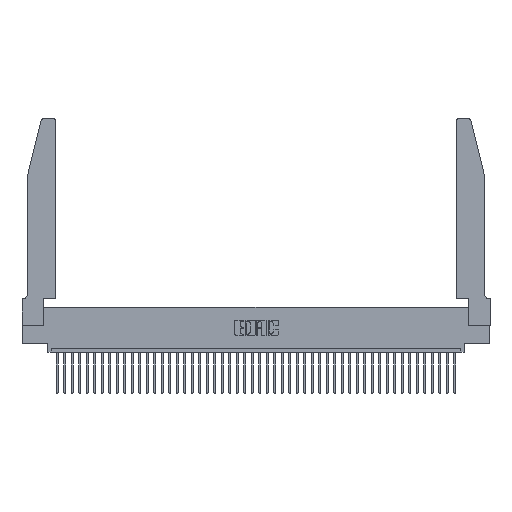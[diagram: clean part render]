
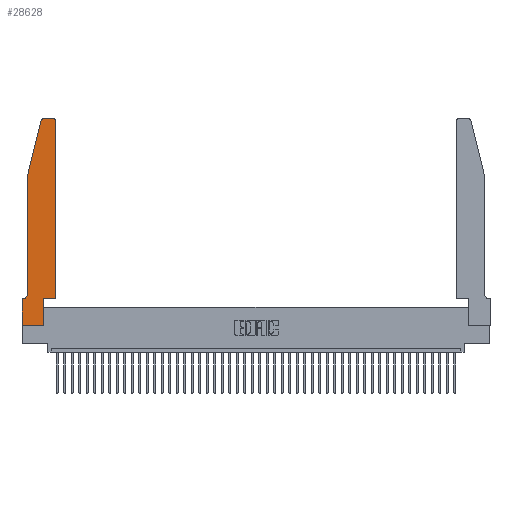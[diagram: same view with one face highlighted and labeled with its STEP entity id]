
A CAD part, top view. The second image highlights one B-rep face of the part: STEP entity #28628.
In plain terms, the highlighted planar face has unit normal (0, 0, 1).
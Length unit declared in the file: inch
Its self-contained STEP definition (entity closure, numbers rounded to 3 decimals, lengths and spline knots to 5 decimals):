
#797 = CARTESIAN_POINT ( 'NONE',  ( 0., 0., 0.37 ) ) ;
#800 = CARTESIAN_POINT ( 'NONE',  ( 0.284, 2.72, 0.37 ) ) ;
#1278 = CARTESIAN_POINT ( 'NONE',  ( 0.4205, 2.75, 0.37 ) ) ;
#1647 = LINE ( 'NONE', #18729, #26618 ) ;
#1935 = VERTEX_POINT ( 'NONE', #4750 ) ;
#2021 = VERTEX_POINT ( 'NONE', #41963 ) ;
#2054 = DIRECTION ( 'NONE',  ( 0., -1., 0. ) ) ;
#3107 = EDGE_CURVE ( 'NONE', #34022, #16731, #36567, .T. ) ;
#3204 = EDGE_CURVE ( 'NONE', #16731, #2021, #15787, .T. ) ;
#3593 = VECTOR ( 'NONE', #11644, 39.37008 ) ;
#3821 = EDGE_CURVE ( 'NONE', #1935, #28390, #14089, .T. ) ;
#3939 = LINE ( 'NONE', #20827, #37889 ) ;
#4104 = DIRECTION ( 'NONE',  ( 0., 0., 1. ) ) ;
#4750 = CARTESIAN_POINT ( 'NONE',  ( 0.0755, 0.42, 0.37 ) ) ;
#4998 = CARTESIAN_POINT ( 'NONE',  ( 0.0755, 2., 0.37 ) ) ;
#5712 = CARTESIAN_POINT ( 'NONE',  ( 0.284, 2.75, 0.37 ) ) ;
#7111 = DIRECTION ( 'NONE',  ( -1., 0., 0. ) ) ;
#7679 = CARTESIAN_POINT ( 'NONE',  ( 0.2865, 0., 0.37 ) ) ;
#7774 = ORIENTED_EDGE ( 'NONE', *, *, #3107, .T. ) ;
#8252 = EDGE_CURVE ( 'NONE', #12814, #34022, #3939, .T. ) ;
#9572 = LINE ( 'NONE', #797, #42511 ) ;
#9652 = EDGE_CURVE ( 'NONE', #27901, #12814, #18096, .T. ) ;
#9768 = DIRECTION ( 'NONE',  ( 1., 0., 0. ) ) ;
#10764 = ORIENTED_EDGE ( 'NONE', *, *, #8252, .T. ) ;
#11644 = DIRECTION ( 'NONE',  ( -0.239, -0.971, 0. ) ) ;
#12557 = ORIENTED_EDGE ( 'NONE', *, *, #3821, .T. ) ;
#12814 = VERTEX_POINT ( 'NONE', #1278 ) ;
#12845 = ORIENTED_EDGE ( 'NONE', *, *, #23022, .T. ) ;
#13104 = EDGE_CURVE ( 'NONE', #42027, #15233, #18222, .T. ) ;
#14089 = CIRCLE ( 'NONE', #15377, 0.07 ) ;
#14722 = CARTESIAN_POINT ( 'NONE',  ( 0.4505, 0.35, 0.37 ) ) ;
#15035 = ORIENTED_EDGE ( 'NONE', *, *, #16456, .T. ) ;
#15233 = VERTEX_POINT ( 'NONE', #7679 ) ;
#15377 = AXIS2_PLACEMENT_3D ( 'NONE', #27542, #27061, #23766 ) ;
#15787 = LINE ( 'NONE', #35113, #3593 ) ;
#16282 = CARTESIAN_POINT ( 'NONE',  ( 0., 0., 0.37 ) ) ;
#16456 = EDGE_CURVE ( 'NONE', #28390, #43946, #35483, .T. ) ;
#16731 = VERTEX_POINT ( 'NONE', #36004 ) ;
#16805 = VECTOR ( 'NONE', #43401, 39.37008 ) ;
#16879 = LINE ( 'NONE', #42680, #34958 ) ;
#17964 = DIRECTION ( 'NONE',  ( 0., -1., 0. ) ) ;
#18096 = CIRCLE ( 'NONE', #36622, 0.03 ) ;
#18222 = LINE ( 'NONE', #16282, #32687 ) ;
#18729 = CARTESIAN_POINT ( 'NONE',  ( 0.4505, 0.35, 0.37 ) ) ;
#20299 = VERTEX_POINT ( 'NONE', #43328 ) ;
#20827 = CARTESIAN_POINT ( 'NONE',  ( 0.2605, 2.75, 0.37 ) ) ;
#23022 = EDGE_CURVE ( 'NONE', #2021, #1935, #33383, .T. ) ;
#23660 = EDGE_CURVE ( 'NONE', #40255, #27901, #28016, .T. ) ;
#23766 = DIRECTION ( 'NONE',  ( -1., 0., 0. ) ) ;
#24360 = CARTESIAN_POINT ( 'NONE',  ( 0., 0.35, 0.37 ) ) ;
#24640 = ORIENTED_EDGE ( 'NONE', *, *, #13104, .T. ) ;
#25865 = DIRECTION ( 'NONE',  ( 0., 0., 1. ) ) ;
#26024 = CARTESIAN_POINT ( 'NONE',  ( 0.0055, 0.35, 0.37 ) ) ;
#26221 = DIRECTION ( 'NONE',  ( 1., 0., 0. ) ) ;
#26618 = VECTOR ( 'NONE', #26221, 39.37008 ) ;
#27015 = VECTOR ( 'NONE', #2054, 39.37008 ) ;
#27052 = ORIENTED_EDGE ( 'NONE', *, *, #23660, .T. ) ;
#27061 = DIRECTION ( 'NONE',  ( 0., 0., -1. ) ) ;
#27237 = EDGE_CURVE ( 'NONE', #20299, #40255, #1647, .T. ) ;
#27542 = CARTESIAN_POINT ( 'NONE',  ( 0.0055, 0.42, 0.37 ) ) ;
#27767 = ORIENTED_EDGE ( 'NONE', *, *, #3204, .T. ) ;
#27901 = VERTEX_POINT ( 'NONE', #39448 ) ;
#28016 = LINE ( 'NONE', #36501, #16805 ) ;
#28019 = DIRECTION ( 'NONE',  ( 1., 0., 0. ) ) ;
#28256 = ORIENTED_EDGE ( 'NONE', *, *, #9652, .T. ) ;
#28390 = VERTEX_POINT ( 'NONE', #26024 ) ;
#28628 = ADVANCED_FACE ( 'NONE', ( #35513 ), #39605, .T. ) ;
#29599 = DIRECTION ( 'NONE',  ( 1., 0., 0. ) ) ;
#30189 = AXIS2_PLACEMENT_3D ( 'NONE', #800, #4104, #28019 ) ;
#30857 = AXIS2_PLACEMENT_3D ( 'NONE', #36091, #25865, #29599 ) ;
#31761 = DIRECTION ( 'NONE',  ( 0., 0., 1. ) ) ;
#32609 = DIRECTION ( 'NONE',  ( 0., 1., 0. ) ) ;
#32673 = EDGE_CURVE ( 'NONE', #43946, #42027, #9572, .T. ) ;
#32687 = VECTOR ( 'NONE', #9768, 39.37008 ) ;
#32878 = ORIENTED_EDGE ( 'NONE', *, *, #32673, .T. ) ;
#33077 = EDGE_LOOP ( 'NONE', ( #10764, #7774, #27767, #12845, #12557, #15035, #32878, #24640, #43776, #36319, #27052, #28256 ) ) ;
#33383 = LINE ( 'NONE', #4998, #27015 ) ;
#34022 = VERTEX_POINT ( 'NONE', #5712 ) ;
#34958 = VECTOR ( 'NONE', #32609, 39.37008 ) ;
#35113 = CARTESIAN_POINT ( 'NONE',  ( 0.0755, 2., 0.37 ) ) ;
#35483 = LINE ( 'NONE', #41080, #40208 ) ;
#35513 = FACE_OUTER_BOUND ( 'NONE', #33077, .T. ) ;
#36004 = CARTESIAN_POINT ( 'NONE',  ( 0.25487, 2.72718, 0.37 ) ) ;
#36091 = CARTESIAN_POINT ( 'NONE',  ( 0., 0.35, 0.37 ) ) ;
#36319 = ORIENTED_EDGE ( 'NONE', *, *, #27237, .T. ) ;
#36501 = CARTESIAN_POINT ( 'NONE',  ( 0.4505, 0.35, 0.37 ) ) ;
#36567 = CIRCLE ( 'NONE', #30189, 0.03 ) ;
#36622 = AXIS2_PLACEMENT_3D ( 'NONE', #37129, #31761, #36637 ) ;
#36637 = DIRECTION ( 'NONE',  ( 1., 0., 0. ) ) ;
#37129 = CARTESIAN_POINT ( 'NONE',  ( 0.4205, 2.72, 0.37 ) ) ;
#37889 = VECTOR ( 'NONE', #41002, 39.37008 ) ;
#38534 = EDGE_CURVE ( 'NONE', #15233, #20299, #16879, .T. ) ;
#38735 = CARTESIAN_POINT ( 'NONE',  ( 0., 0., 0.37 ) ) ;
#39448 = CARTESIAN_POINT ( 'NONE',  ( 0.4505, 2.72, 0.37 ) ) ;
#39605 = PLANE ( 'NONE',  #30857 ) ;
#40208 = VECTOR ( 'NONE', #7111, 39.37008 ) ;
#40255 = VERTEX_POINT ( 'NONE', #14722 ) ;
#41002 = DIRECTION ( 'NONE',  ( -1., 0., 0. ) ) ;
#41080 = CARTESIAN_POINT ( 'NONE',  ( 0.0755, 0.35, 0.37 ) ) ;
#41963 = CARTESIAN_POINT ( 'NONE',  ( 0.0755, 2., 0.37 ) ) ;
#42027 = VERTEX_POINT ( 'NONE', #38735 ) ;
#42511 = VECTOR ( 'NONE', #17964, 39.37008 ) ;
#42680 = CARTESIAN_POINT ( 'NONE',  ( 0.2865, 0.35, 0.37 ) ) ;
#43328 = CARTESIAN_POINT ( 'NONE',  ( 0.2865, 0.35, 0.37 ) ) ;
#43401 = DIRECTION ( 'NONE',  ( 0., 1., 0. ) ) ;
#43776 = ORIENTED_EDGE ( 'NONE', *, *, #38534, .T. ) ;
#43946 = VERTEX_POINT ( 'NONE', #24360 ) ;
